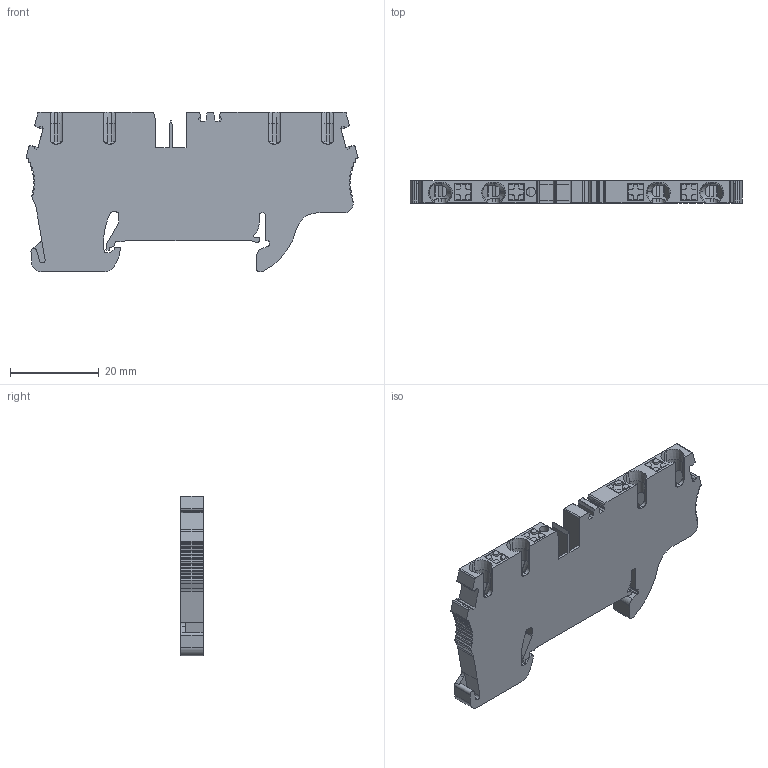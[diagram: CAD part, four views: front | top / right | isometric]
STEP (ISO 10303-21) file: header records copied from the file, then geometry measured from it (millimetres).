
FILE_DESCRIPTION(/* description */ ('Unknown'),/* implementation_level */ '2;1');
FILE_NAME(/* name */ 'PQ2_5_2X2+D1_3D_SOLID',/* time_stamp */ '2025-12-26T14:39:21+05:00',/* author */ ('Unknown'),/* organization */ ('Unknown'),/* preprocessor_version */ 'ST-DEVELOPER v16.7',/* originating_system */ 'Solid Edge',/* authorisation */ 'Unknown');
FILE_SCHEMA (('AUTOMOTIVE_DESIGN {1 0 10303 214 3 1 1}'));
Length unit declared in the file: millimetre
Products named in the file (1): PQ2_5_2X2+D1_3D_SOLID
Bounding box: 74.74 x 5 x 36 mm (x, y, z)
Volume: 9263 mm3; surface area: 7217.1 mm2
Topology: 1 solids, 1 shells, 559 faces, 1600 edges, 1056 vertices
Faces by surface type: plane 348, cylinder 179, cone 32
Full cylindrical faces by diameter (mm): 2.15 x1
Entity records: 22254 total; most frequent: CARTESIAN_POINT 3463, ORIENTED_EDGE 3196, DIRECTION 3057, EDGE_CURVE 1598, LINE 1105, VECTOR 1105, VERTEX_POINT 1055, AXIS2_PLACEMENT_3D 976
